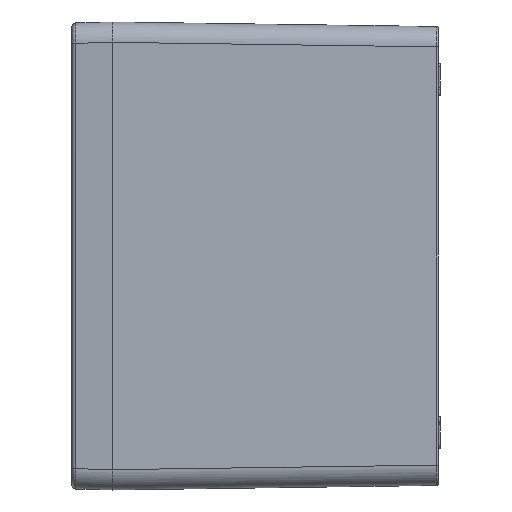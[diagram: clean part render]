
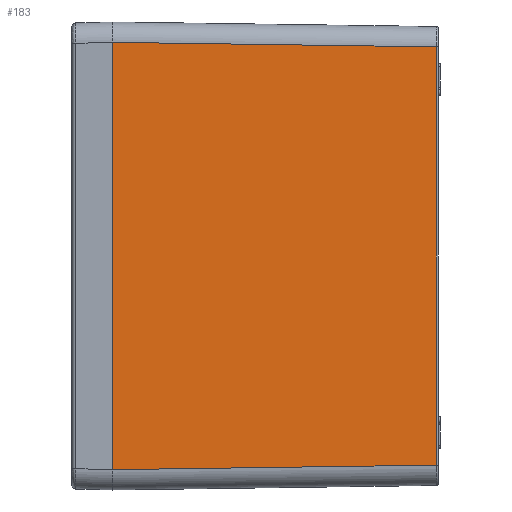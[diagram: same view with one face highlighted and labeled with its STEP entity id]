
A CAD part, left-side view. The second image highlights one B-rep face of the part: STEP entity #183.
In plain terms, the highlighted planar face has unit normal (-1, -0.014, 0).
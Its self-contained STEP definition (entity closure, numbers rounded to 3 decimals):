
#183 = ADVANCED_FACE ( 'NONE', ( #8418 ), #29916, .T. ) ;
#876 = CARTESIAN_POINT ( 'NONE',  ( -165., 160., -105.001 ) ) ;
#2189 = CARTESIAN_POINT ( 'NONE',  ( -162.78, 0.986, -34.26 ) ) ;
#2256 = ORIENTED_EDGE ( 'NONE', *, *, #7078, .F. ) ;
#2564 = EDGE_LOOP ( 'NONE', ( #2256, #15005, #23178, #15768 ) ) ;
#2984 = EDGE_CURVE ( 'NONE', #22869, #22232, #8031, .T. ) ;
#3152 = EDGE_CURVE ( 'NONE', #20658, #22232, #14337, .T. ) ;
#3448 = CARTESIAN_POINT ( 'NONE',  ( -165., 160., -105.001 ) ) ;
#5700 = CARTESIAN_POINT ( 'NONE',  ( -165., 160., -105.001 ) ) ;
#6614 = CARTESIAN_POINT ( 'NONE',  ( -163.52, 53.991, -103.521 ) ) ;
#7078 = EDGE_CURVE ( 'NONE', #32260, #20658, #34272, .T. ) ;
#8031 = B_SPLINE_CURVE_WITH_KNOTS ( 'NONE', 3,
 ( #3448, #19986, #6614, #17183 ),
 .UNSPECIFIED., .F., .F.,
 ( 4, 4 ),
 ( 0., 1. ),
 .UNSPECIFIED. ) ;
#8069 = CARTESIAN_POINT ( 'NONE',  ( -165., 160., -121.31 ) ) ;
#8418 = FACE_OUTER_BOUND ( 'NONE', #2564, .T. ) ;
#8599 = DIRECTION ( 'NONE',  ( -1., -0.014, 0. ) ) ;
#8615 = CARTESIAN_POINT ( 'NONE',  ( -162.78, 0.986, 102.781 ) ) ;
#9930 = CARTESIAN_POINT ( 'NONE',  ( -162.78, 0.986, 102.781 ) ) ;
#10450 = VECTOR ( 'NONE', #10887, 1000. ) ;
#10874 = DIRECTION ( 'NONE',  ( -0.014, 1., 0. ) ) ;
#10887 = DIRECTION ( 'NONE',  ( 0., 0., 1. ) ) ;
#13317 = AXIS2_PLACEMENT_3D ( 'NONE', #8069, #8599, #10874 ) ;
#14337 = B_SPLINE_CURVE_WITH_KNOTS ( 'NONE', 3,
 ( #9930, #20675, #2189, #31589 ),
 .UNSPECIFIED., .F., .F.,
 ( 4, 4 ),
 ( 0., 1. ),
 .UNSPECIFIED. ) ;
#14964 = CARTESIAN_POINT ( 'NONE',  ( -162.78, 0.986, 102.781 ) ) ;
#15005 = ORIENTED_EDGE ( 'NONE', *, *, #28423, .F. ) ;
#15261 = CARTESIAN_POINT ( 'NONE',  ( -162.78, 0.986, -102.781 ) ) ;
#15768 = ORIENTED_EDGE ( 'NONE', *, *, #3152, .F. ) ;
#16558 = CARTESIAN_POINT ( 'NONE',  ( -165., 160., 105.001 ) ) ;
#17183 = CARTESIAN_POINT ( 'NONE',  ( -162.78, 0.986, -102.781 ) ) ;
#19986 = CARTESIAN_POINT ( 'NONE',  ( -164.26, 106.995, -104.261 ) ) ;
#20658 = VERTEX_POINT ( 'NONE', #14964 ) ;
#20675 = CARTESIAN_POINT ( 'NONE',  ( -162.78, 0.986, 34.26 ) ) ;
#22232 = VERTEX_POINT ( 'NONE', #15261 ) ;
#22869 = VERTEX_POINT ( 'NONE', #5700 ) ;
#23178 = ORIENTED_EDGE ( 'NONE', *, *, #2984, .T. ) ;
#26924 = LINE ( 'NONE', #876, #10450 ) ;
#27825 = CARTESIAN_POINT ( 'NONE',  ( -163.52, 53.991, 103.521 ) ) ;
#27995 = CARTESIAN_POINT ( 'NONE',  ( -165., 160., 105.001 ) ) ;
#28423 = EDGE_CURVE ( 'NONE', #22869, #32260, #26924, .T. ) ;
#29916 = PLANE ( 'NONE',  #13317 ) ;
#31589 = CARTESIAN_POINT ( 'NONE',  ( -162.78, 0.986, -102.781 ) ) ;
#32260 = VERTEX_POINT ( 'NONE', #16558 ) ;
#32744 = CARTESIAN_POINT ( 'NONE',  ( -164.26, 106.995, 104.261 ) ) ;
#34272 = B_SPLINE_CURVE_WITH_KNOTS ( 'NONE', 3,
 ( #27995, #32744, #27825, #8615 ),
 .UNSPECIFIED., .F., .F.,
 ( 4, 4 ),
 ( 0., 1. ),
 .UNSPECIFIED. ) ;
